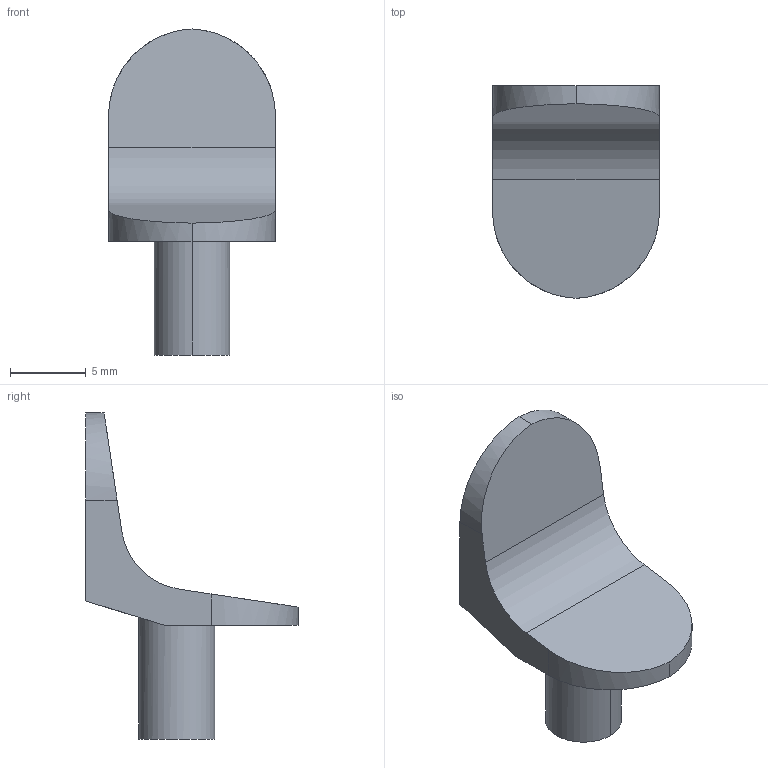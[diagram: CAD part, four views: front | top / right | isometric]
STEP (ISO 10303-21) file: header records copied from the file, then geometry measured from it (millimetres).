
FILE_DESCRIPTION (( 'STEP AP214' ), '1' );
FILE_NAME ('F002548_3D.step', '2022-11-21T18:15:47', ( '' ), ( '' ), 'SwSTEP 2.0', 'SolidWorks 2020', '' );
FILE_SCHEMA (( 'AUTOMOTIVE_DESIGN' ));
Length unit declared in the file: millimetre
Products named in the file (1): F002548_3D
Bounding box: 11 x 13.99 x 21.49 mm (x, y, z)
Volume: 675.3 mm3; surface area: 712 mm2
Topology: 1 solids, 1 shells, 15 faces, 39 edges, 26 vertices
Faces by surface type: plane 8, cylinder 7
Entity records: 497 total; most frequent: CARTESIAN_POINT 99, ORIENTED_EDGE 78, DIRECTION 75, EDGE_CURVE 39, VERTEX_POINT 26, AXIS2_PLACEMENT_3D 26, VECTOR 23, LINE 23
